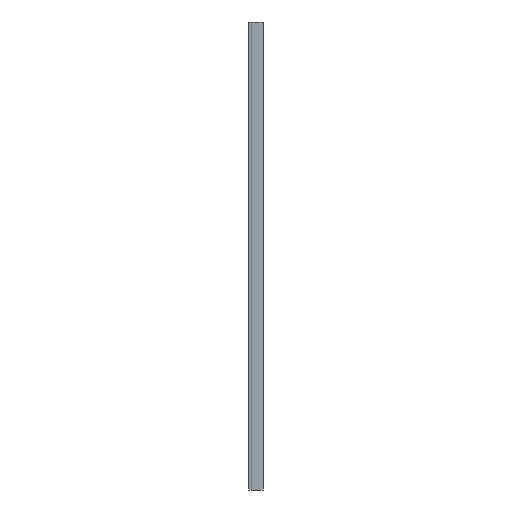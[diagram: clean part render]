
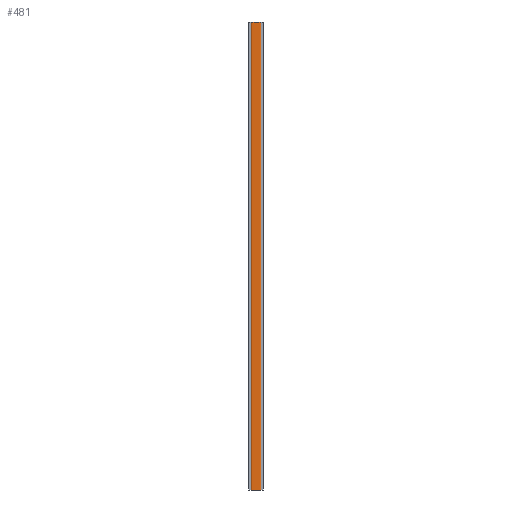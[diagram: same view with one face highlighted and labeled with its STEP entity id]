
A CAD part, left-side view. The second image highlights one B-rep face of the part: STEP entity #481.
In plain terms, the highlighted face is a extrusion surface.
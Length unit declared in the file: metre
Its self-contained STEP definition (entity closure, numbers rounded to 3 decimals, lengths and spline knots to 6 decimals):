
#481=ADVANCED_FACE('',(#1156),#1157,.T.);
#1156=FACE_OUTER_BOUND('',#2159,.T.);
#1157=SURFACE_OF_LINEAR_EXTRUSION('',#2160,#2161);
#2159=EDGE_LOOP('',(#3488,#3489,#3490,#3491));
#2160=(B_SPLINE_CURVE(3,(#3493,#3494,#3495,#3496,#3497,#3498,#3499,#3500,#3501,#3502,#3503,#3504,#3505,#3506,#3507,#3508),.UNSPECIFIED.,.F.,.F.)B_SPLINE_CURVE_WITH_KNOTS((4,3,3,3,3,4),(0.035907,0.048834,0.069027,0.191112,0.211305,0.224231),.UNSPECIFIED.)RATIONAL_B_SPLINE_CURVE((1.0,1.0,1.0,1.0,0.805,0.805,1.0,1.0,1.0,1.0,0.805,0.805,1.0,1.0,1.0,1.0))BOUNDED_CURVE()REPRESENTATION_ITEM('')GEOMETRIC_REPRESENTATION_ITEM()CURVE());
#2161=VECTOR('',#3515,1.0);
#3488=ORIENTED_EDGE('',*,*,#5204,.F.);
#3489=ORIENTED_EDGE('',*,*,#5065,.F.);
#3490=ORIENTED_EDGE('',*,*,#5205,.T.);
#3491=ORIENTED_EDGE('',*,*,#5092,.T.);
#3493=CARTESIAN_POINT('',(0.293943,0.145033,0.0));
#3494=CARTESIAN_POINT('',(0.293181,0.145033,0.0));
#3495=CARTESIAN_POINT('',(0.292419,0.145033,0.0));
#3496=CARTESIAN_POINT('',(0.291657,0.145033,0.0));
#3497=CARTESIAN_POINT('',(0.290467,0.145033,0.0));
#3498=CARTESIAN_POINT('',(0.289625,0.144192,0.0));
#3499=CARTESIAN_POINT('',(0.289625,0.143001,0.0));
#3500=CARTESIAN_POINT('',(0.289625,0.135805,0.0));
#3501=CARTESIAN_POINT('',(0.289625,0.128608,0.0));
#3502=CARTESIAN_POINT('',(0.289625,0.121411,0.0));
#3503=CARTESIAN_POINT('',(0.289625,0.120221,0.0));
#3504=CARTESIAN_POINT('',(0.290467,0.119379,0.0));
#3505=CARTESIAN_POINT('',(0.291657,0.119379,0.0));
#3506=CARTESIAN_POINT('',(0.292419,0.119379,0.0));
#3507=CARTESIAN_POINT('',(0.293181,0.119379,0.0));
#3508=CARTESIAN_POINT('',(0.293943,0.119379,0.0));
#3515=DIRECTION('',(0.0,0.0,1.0));
#5065=EDGE_CURVE('',#5780,#5776,#5782,.T.);
#5092=EDGE_CURVE('',#5829,#5826,#5830,.T.);
#5204=EDGE_CURVE('',#5776,#5826,#6021,.T.);
#5205=EDGE_CURVE('',#5780,#5829,#6022,.T.);
#5776=VERTEX_POINT('',#6931);
#5780=VERTEX_POINT('',#6937);
#5782=LINE('',#6940,#6941);
#5826=VERTEX_POINT('',#7004);
#5829=VERTEX_POINT('',#7008);
#5830=LINE('',#7009,#7010);
#6021=(B_SPLINE_CURVE(3,(#7285,#7286,#7287,#7288,#7289,#7290,#7291,#7292,#7293,#7294,#7295,#7296,#7297,#7298,#7299,#7300),.UNSPECIFIED.,.F.,.F.)B_SPLINE_CURVE_WITH_KNOTS((4,3,3,3,3,4),(0.035907,0.048834,0.069027,0.191112,0.211305,0.224231),.UNSPECIFIED.)RATIONAL_B_SPLINE_CURVE((1.0,1.0,1.0,1.0,0.805,0.805,1.0,1.0,1.0,1.0,0.805,0.805,1.0,1.0,1.0,1.0))BOUNDED_CURVE()REPRESENTATION_ITEM('')GEOMETRIC_REPRESENTATION_ITEM()CURVE());
#6022=(B_SPLINE_CURVE(3,(#7308,#7309,#7310,#7311,#7312,#7313,#7314,#7315,#7316,#7317,#7318,#7319,#7320,#7321,#7322,#7323),.UNSPECIFIED.,.F.,.F.)B_SPLINE_CURVE_WITH_KNOTS((4,3,3,3,3,4),(0.035907,0.048834,0.069027,0.191112,0.211305,0.224231),.UNSPECIFIED.)RATIONAL_B_SPLINE_CURVE((1.0,1.0,1.0,1.0,0.805,0.805,1.0,1.0,1.0,1.0,0.805,0.805,1.0,1.0,1.0,1.0))BOUNDED_CURVE()REPRESENTATION_ITEM('')GEOMETRIC_REPRESENTATION_ITEM()CURVE());
#6931=CARTESIAN_POINT('',(0.293943,0.145033,1.2192));
#6937=CARTESIAN_POINT('',(0.293943,0.145033,0.0));
#6940=CARTESIAN_POINT('',(0.293943,0.145033,0.0));
#6941=VECTOR('',#8432,1.0);
#7004=CARTESIAN_POINT('',(0.293943,0.119379,1.2192));
#7008=CARTESIAN_POINT('',(0.293943,0.119379,0.0));
#7009=CARTESIAN_POINT('',(0.293943,0.119379,0.0));
#7010=VECTOR('',#8453,1.0);
#7285=CARTESIAN_POINT('',(0.293943,0.145033,1.2192));
#7286=CARTESIAN_POINT('',(0.293181,0.145033,1.2192));
#7287=CARTESIAN_POINT('',(0.292419,0.145033,1.2192));
#7288=CARTESIAN_POINT('',(0.291657,0.145033,1.2192));
#7289=CARTESIAN_POINT('',(0.290467,0.145033,1.2192));
#7290=CARTESIAN_POINT('',(0.289625,0.144192,1.2192));
#7291=CARTESIAN_POINT('',(0.289625,0.143001,1.2192));
#7292=CARTESIAN_POINT('',(0.289625,0.135805,1.2192));
#7293=CARTESIAN_POINT('',(0.289625,0.128608,1.2192));
#7294=CARTESIAN_POINT('',(0.289625,0.121411,1.2192));
#7295=CARTESIAN_POINT('',(0.289625,0.120221,1.2192));
#7296=CARTESIAN_POINT('',(0.290467,0.119379,1.2192));
#7297=CARTESIAN_POINT('',(0.291657,0.119379,1.2192));
#7298=CARTESIAN_POINT('',(0.292419,0.119379,1.2192));
#7299=CARTESIAN_POINT('',(0.293181,0.119379,1.2192));
#7300=CARTESIAN_POINT('',(0.293943,0.119379,1.2192));
#7308=CARTESIAN_POINT('',(0.293943,0.145033,0.0));
#7309=CARTESIAN_POINT('',(0.293181,0.145033,0.0));
#7310=CARTESIAN_POINT('',(0.292419,0.145033,0.0));
#7311=CARTESIAN_POINT('',(0.291657,0.145033,0.0));
#7312=CARTESIAN_POINT('',(0.290467,0.145033,0.0));
#7313=CARTESIAN_POINT('',(0.289625,0.144192,0.0));
#7314=CARTESIAN_POINT('',(0.289625,0.143001,0.0));
#7315=CARTESIAN_POINT('',(0.289625,0.135805,0.0));
#7316=CARTESIAN_POINT('',(0.289625,0.128608,0.0));
#7317=CARTESIAN_POINT('',(0.289625,0.121411,0.0));
#7318=CARTESIAN_POINT('',(0.289625,0.120221,0.0));
#7319=CARTESIAN_POINT('',(0.290467,0.119379,0.0));
#7320=CARTESIAN_POINT('',(0.291657,0.119379,0.0));
#7321=CARTESIAN_POINT('',(0.292419,0.119379,0.0));
#7322=CARTESIAN_POINT('',(0.293181,0.119379,0.0));
#7323=CARTESIAN_POINT('',(0.293943,0.119379,0.0));
#8432=DIRECTION('',(0.0,0.0,1.0));
#8453=DIRECTION('',(0.0,0.0,1.0));
